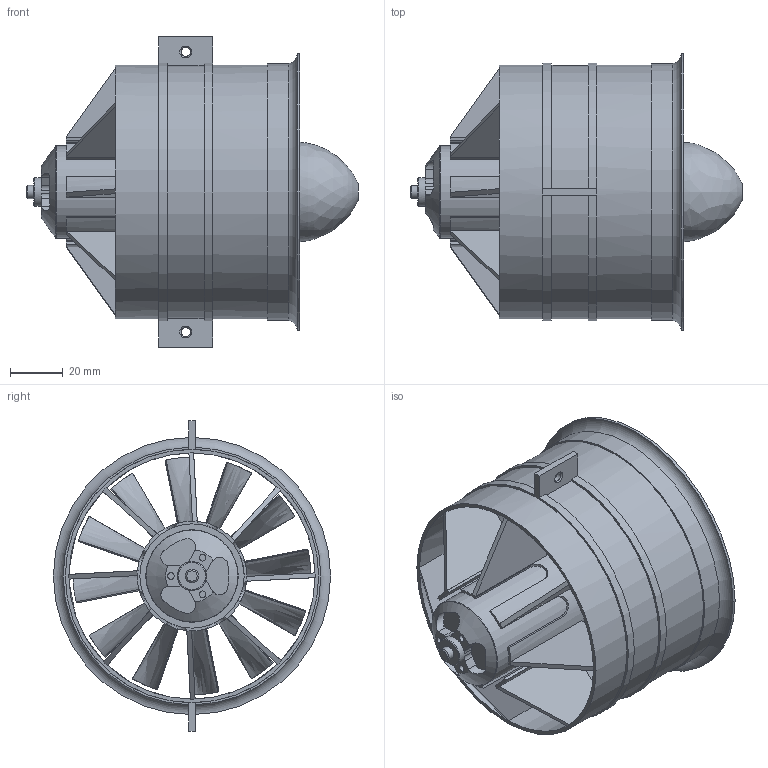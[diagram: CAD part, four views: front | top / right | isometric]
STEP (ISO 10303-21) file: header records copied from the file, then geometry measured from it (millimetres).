
FILE_DESCRIPTION(/* description */ (''),/* implementation_level */ '2;1');
FILE_NAME(/* name */ '90mm EDF.stp',/* time_stamp */ '2025-10-19T13:45:16+08:00',/* author */ ('linmt'),/* organization */ (''),/* preprocessor_version */ 'ST-DEVELOPER v18.1',/* originating_system */ 'Autodesk Inventor 2022',/* authorisation */ '');
FILE_SCHEMA (('AUTOMOTIVE_DESIGN { 1 0 10303 214 3 1 1 }'));
Length unit declared in the file: millimetre
Products named in the file (1): 90
Bounding box: 125.8 x 105 x 117.6 mm (x, y, z)
Volume: 155740.3 mm3; surface area: 101642.5 mm2
Topology: 1 solids, 12 shells, 313 faces, 952 edges, 644 vertices
Faces by surface type: bspline 128, plane 118, cylinder 57, torus 5, cone 5
Full cylindrical faces by diameter (mm): 2.5 x3, 3.5 x2, 5 x1, 5.5 x1, 6 x2, 11 x1, 31 x1, 35 x2, 38 x1, 39.5 x1, 41.5 x1, 93.2 x1, 96 x2, 97.2 x1, 105 x1
Entity records: 15283 total; most frequent: CARTESIAN_POINT 7168, ORIENTED_EDGE 1852, DIRECTION 1167, EDGE_CURVE 948, VERTEX_POINT 642, LINE 433, VECTOR 433, AXIS2_PLACEMENT_3D 367
